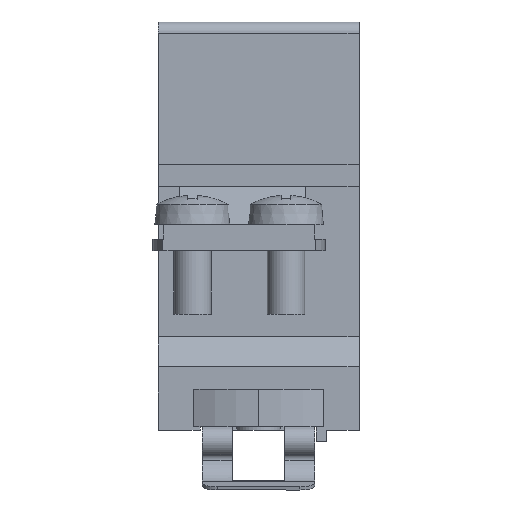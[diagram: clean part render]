
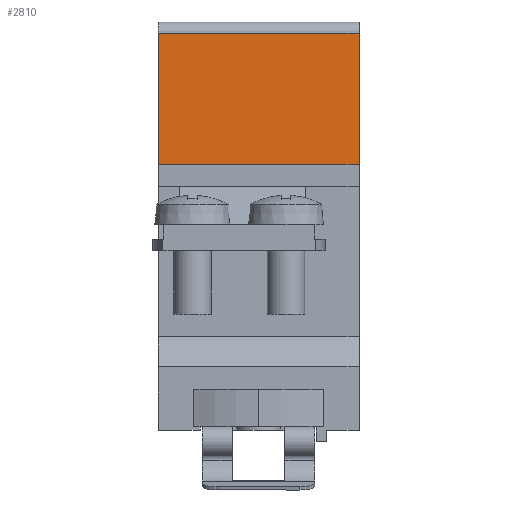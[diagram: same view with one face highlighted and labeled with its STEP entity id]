
A CAD part, front view. The second image highlights one B-rep face of the part: STEP entity #2810.
In plain terms, the highlighted planar face has unit normal (0, -1, 0).
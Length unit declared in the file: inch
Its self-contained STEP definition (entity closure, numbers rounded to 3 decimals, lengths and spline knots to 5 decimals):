
#2408=PLANE('',#9975);
#2810=ADVANCED_FACE('',(#3262),#2408,.T.);
#3262=FACE_OUTER_BOUND('',#3682,.T.);
#3682=EDGE_LOOP('',(#5779,#5780,#5781,#5782));
#5779=ORIENTED_EDGE('',*,*,#7780,.T.);
#5780=ORIENTED_EDGE('',*,*,#7781,.T.);
#5781=ORIENTED_EDGE('',*,*,#7778,.T.);
#5782=ORIENTED_EDGE('',*,*,#7782,.T.);
#6732=VERTEX_POINT('',#15064);
#6733=VERTEX_POINT('',#15066);
#6734=VERTEX_POINT('',#15070);
#6735=VERTEX_POINT('',#15071);
#7778=EDGE_CURVE('',#6733,#6732,#8573,.T.);
#7780=EDGE_CURVE('',#6734,#6735,#8575,.T.);
#7781=EDGE_CURVE('',#6735,#6733,#8576,.T.);
#7782=EDGE_CURVE('',#6732,#6734,#8577,.T.);
#8573=LINE('',#15065,#9380);
#8575=LINE('',#15069,#9382);
#8576=LINE('',#15072,#9383);
#8577=LINE('',#15073,#9384);
#9380=VECTOR('',#11887,1.);
#9382=VECTOR('',#11891,1.);
#9383=VECTOR('',#11892,1.);
#9384=VECTOR('',#11893,1.);
#9975=AXIS2_PLACEMENT_3D('',#15074,#11894,#11895);
#11887=DIRECTION('',(1.,0.,0.));
#11891=DIRECTION('',(-1.,0.,0.));
#11892=DIRECTION('',(0.,0.,-1.));
#11893=DIRECTION('',(0.,0.,1.));
#11894=DIRECTION('',(0.,-1.,0.));
#11895=DIRECTION('',(0.,0.,1.));
#15064=CARTESIAN_POINT('',(1.08268,0.52165,1.45669));
#15065=CARTESIAN_POINT('',(0.08661,0.52165,1.45669));
#15066=CARTESIAN_POINT('',(0.02756,0.52165,1.45669));
#15069=CARTESIAN_POINT('',(3.20472,0.52165,2.14567));
#15070=CARTESIAN_POINT('',(1.08268,0.52165,2.14567));
#15071=CARTESIAN_POINT('',(0.02756,0.52165,2.14567));
#15072=CARTESIAN_POINT('',(0.02756,0.52165,1.45669));
#15073=CARTESIAN_POINT('',(1.08268,0.52165,1.33858));
#15074=CARTESIAN_POINT('',(3.20472,0.52165,1.45669));
